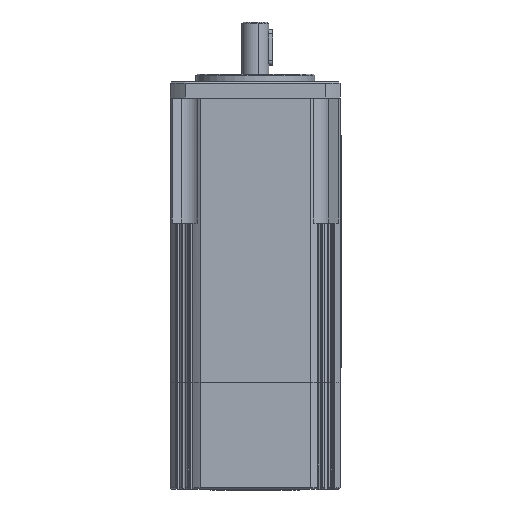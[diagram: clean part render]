
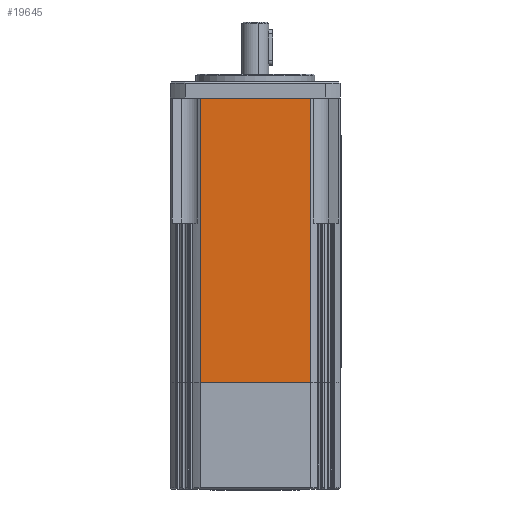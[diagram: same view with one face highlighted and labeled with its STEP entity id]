
A CAD part, front view. The second image highlights one B-rep face of the part: STEP entity #19645.
In plain terms, the highlighted planar face has unit normal (0, -1, 0).
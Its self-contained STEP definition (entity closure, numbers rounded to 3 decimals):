
#19571=CARTESIAN_POINT('',(-18.54,-28.5,0.0));
#19572=VERTEX_POINT('',#19571);
#19580=CARTESIAN_POINT('',(-18.54,-28.5,95.5));
#19581=VERTEX_POINT('',#19580);
#19582=CARTESIAN_POINT('',(-18.54,-28.5,0.0));
#19583=DIRECTION('',(0.0,0.0,1.0));
#19584=VECTOR('',#19583,95.5);
#19585=LINE('',#19582,#19584);
#19586=EDGE_CURVE('',#19572,#19581,#19585,.T.);
#19615=CARTESIAN_POINT('',(0.,-28.5,0.0));
#19616=DIRECTION('',(0.0,-1.0,0.0));
#19617=DIRECTION('',(0.0,0.0,-1.0));
#19618=AXIS2_PLACEMENT_3D('',#19615,#19616,#19617);
#19619=PLANE('',#19618);
#19620=CARTESIAN_POINT('',(18.54,-28.5,95.5));
#19621=VERTEX_POINT('',#19620);
#19622=CARTESIAN_POINT('',(18.54,-28.5,95.5));
#19623=DIRECTION('',(-1.0,0.0,0.0));
#19624=VECTOR('',#19623,37.081);
#19625=LINE('',#19622,#19624);
#19626=EDGE_CURVE('',#19621,#19581,#19625,.T.);
#19627=ORIENTED_EDGE('',*,*,#19626,.T.);
#19628=ORIENTED_EDGE('',*,*,#19586,.F.);
#19629=CARTESIAN_POINT('',(18.54,-28.5,0.0));
#19630=VERTEX_POINT('',#19629);
#19631=CARTESIAN_POINT('',(18.54,-28.5,0.0));
#19632=DIRECTION('',(-1.0,0.0,0.0));
#19633=VECTOR('',#19632,37.081);
#19634=LINE('',#19631,#19633);
#19635=EDGE_CURVE('',#19630,#19572,#19634,.T.);
#19636=ORIENTED_EDGE('',*,*,#19635,.F.);
#19637=CARTESIAN_POINT('',(18.54,-28.5,0.0));
#19638=DIRECTION('',(0.0,0.0,1.0));
#19639=VECTOR('',#19638,95.5);
#19640=LINE('',#19637,#19639);
#19641=EDGE_CURVE('',#19630,#19621,#19640,.T.);
#19642=ORIENTED_EDGE('',*,*,#19641,.T.);
#19643=EDGE_LOOP('',(#19627,#19628,#19636,#19642));
#19644=FACE_OUTER_BOUND('',#19643,.T.);
#19645=ADVANCED_FACE('',(#19644),#19619,.T.);
